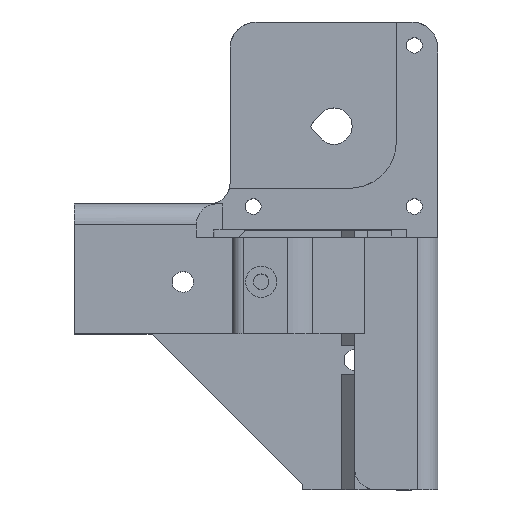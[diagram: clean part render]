
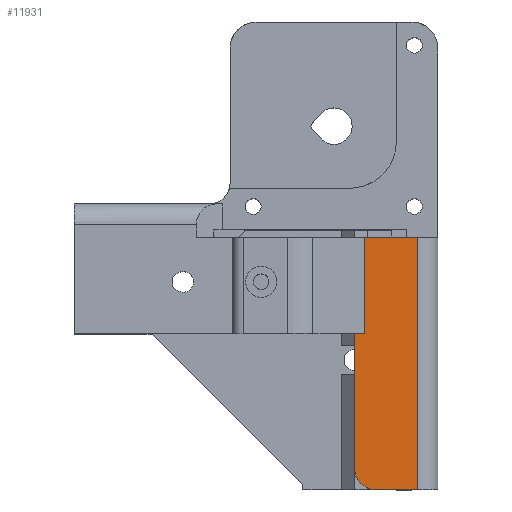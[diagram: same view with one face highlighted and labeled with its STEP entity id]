
A CAD part, top view. The second image highlights one B-rep face of the part: STEP entity #11931.
In plain terms, the highlighted planar face has unit normal (0, 0, 1).
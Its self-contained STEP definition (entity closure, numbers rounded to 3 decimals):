
#1007 = PLANE('',#1008);
#1008 = AXIS2_PLACEMENT_3D('',#1009,#1010,#1011);
#1009 = CARTESIAN_POINT('',(-4.05,-21.5,14.95));
#1010 = DIRECTION('',(0.,1.,0.));
#1011 = DIRECTION('',(0.,0.,1.));
#1080 = PLANE('',#1081);
#1081 = AXIS2_PLACEMENT_3D('',#1082,#1083,#1084);
#1082 = CARTESIAN_POINT('',(7.393,-70.,-11.27));
#1083 = DIRECTION('',(-0.,-1.,-0.));
#1084 = DIRECTION('',(0.,0.,-1.));
#1112 = CYLINDRICAL_SURFACE('',#1113,4.);
#1113 = AXIS2_PLACEMENT_3D('',#1114,#1115,#1116);
#1114 = CARTESIAN_POINT('',(8.,-66.,-15.));
#1115 = DIRECTION('',(0.,0.,1.));
#1116 = DIRECTION('',(0.,-1.,0.));
#1139 = PLANE('',#1140);
#1140 = AXIS2_PLACEMENT_3D('',#1141,#1142,#1143);
#1141 = CARTESIAN_POINT('',(4.,-82.086,5.));
#1142 = DIRECTION('',(1.,0.,0.));
#1143 = DIRECTION('',(0.,1.,0.));
#1165 = PLANE('',#1166);
#1166 = AXIS2_PLACEMENT_3D('',#1167,#1168,#1169);
#1167 = CARTESIAN_POINT('',(-22.182,-40.,-6.204));
#1168 = DIRECTION('',(0.,1.,0.));
#1169 = DIRECTION('',(1.,0.,0.));
#5618 = VERTEX_POINT('',#5619);
#5619 = CARTESIAN_POINT('',(5.899,-21.5,5.));
#5633 = PLANE('',#5634);
#5634 = AXIS2_PLACEMENT_3D('',#5635,#5636,#5637);
#5635 = CARTESIAN_POINT('',(6.899,-40.,4.));
#5636 = DIRECTION('',(0.707,0.,0.707)
  );
#5637 = DIRECTION('',(-0.707,0.,0.707)
  );
#5645 = EDGE_CURVE('',#5618,#5646,#5648,.T.);
#5646 = VERTEX_POINT('',#5647);
#5647 = CARTESIAN_POINT('',(16.,-21.5,5.));
#5648 = SURFACE_CURVE('',#5649,(#5653,#5660),.PCURVE_S1.);
#5649 = LINE('',#5650,#5651);
#5650 = CARTESIAN_POINT('',(-35.75,-21.5,5.));
#5651 = VECTOR('',#5652,1.);
#5652 = DIRECTION('',(1.,0.,0.));
#5653 = PCURVE('',#1007,#5654);
#5654 = DEFINITIONAL_REPRESENTATION('',(#5655),#5659);
#5655 = LINE('',#5656,#5657);
#5656 = CARTESIAN_POINT('',(-9.95,-31.7));
#5657 = VECTOR('',#5658,1.);
#5658 = DIRECTION('',(0.,1.));
#5659 = ( GEOMETRIC_REPRESENTATION_CONTEXT(2) 
PARAMETRIC_REPRESENTATION_CONTEXT() REPRESENTATION_CONTEXT('2D SPACE',''
  ) );
#5660 = PCURVE('',#5661,#5666);
#5661 = PLANE('',#5662);
#5662 = AXIS2_PLACEMENT_3D('',#5663,#5664,#5665);
#5663 = CARTESIAN_POINT('',(-50.,-15.,5.));
#5664 = DIRECTION('',(0.,0.,-1.));
#5665 = DIRECTION('',(-1.,0.,0.));
#5666 = DEFINITIONAL_REPRESENTATION('',(#5667),#5670);
#5667 = B_SPLINE_CURVE_WITH_KNOTS('',1,(#5668,#5669),.UNSPECIFIED.,.F.,
  .F.,(2,2),(9.25,51.75),.PIECEWISE_BEZIER_KNOTS.);
#5668 = CARTESIAN_POINT('',(-23.5,-6.5));
#5669 = CARTESIAN_POINT('',(-66.,-6.5));
#5670 = ( GEOMETRIC_REPRESENTATION_CONTEXT(2) 
PARAMETRIC_REPRESENTATION_CONTEXT() REPRESENTATION_CONTEXT('2D SPACE',''
  ) );
#5689 = CYLINDRICAL_SURFACE('',#5690,4.);
#5690 = AXIS2_PLACEMENT_3D('',#5691,#5692,#5693);
#5691 = CARTESIAN_POINT('',(16.,-70.,1.));
#5692 = DIRECTION('',(0.,1.,0.));
#5693 = DIRECTION('',(0.,0.,1.));
#5846 = EDGE_CURVE('',#5847,#5849,#5851,.T.);
#5847 = VERTEX_POINT('',#5848);
#5848 = CARTESIAN_POINT('',(8.,-70.,5.));
#5849 = VERTEX_POINT('',#5850);
#5850 = CARTESIAN_POINT('',(16.,-70.,5.));
#5851 = SURFACE_CURVE('',#5852,(#5856,#5863),.PCURVE_S1.);
#5852 = LINE('',#5853,#5854);
#5853 = CARTESIAN_POINT('',(-6.,-70.,5.));
#5854 = VECTOR('',#5855,1.);
#5855 = DIRECTION('',(1.,0.,0.));
#5856 = PCURVE('',#1080,#5857);
#5857 = DEFINITIONAL_REPRESENTATION('',(#5858),#5862);
#5858 = LINE('',#5859,#5860);
#5859 = CARTESIAN_POINT('',(-16.27,-13.393));
#5860 = VECTOR('',#5861,1.);
#5861 = DIRECTION('',(0.,1.));
#5862 = ( GEOMETRIC_REPRESENTATION_CONTEXT(2) 
PARAMETRIC_REPRESENTATION_CONTEXT() REPRESENTATION_CONTEXT('2D SPACE',''
  ) );
#5863 = PCURVE('',#5661,#5864);
#5864 = DEFINITIONAL_REPRESENTATION('',(#5865),#5869);
#5865 = LINE('',#5866,#5867);
#5866 = CARTESIAN_POINT('',(-44.,-55.));
#5867 = VECTOR('',#5868,1.);
#5868 = DIRECTION('',(-1.,0.));
#5869 = ( GEOMETRIC_REPRESENTATION_CONTEXT(2) 
PARAMETRIC_REPRESENTATION_CONTEXT() REPRESENTATION_CONTEXT('2D SPACE',''
  ) );
#6216 = VERTEX_POINT('',#6217);
#6217 = CARTESIAN_POINT('',(4.,-66.,5.));
#6238 = EDGE_CURVE('',#5847,#6216,#6239,.T.);
#6239 = SURFACE_CURVE('',#6240,(#6245,#6252),.PCURVE_S1.);
#6240 = CIRCLE('',#6241,4.);
#6241 = AXIS2_PLACEMENT_3D('',#6242,#6243,#6244);
#6242 = CARTESIAN_POINT('',(8.,-66.,5.));
#6243 = DIRECTION('',(-0.,-0.,-1.));
#6244 = DIRECTION('',(0.,-1.,0.));
#6245 = PCURVE('',#1112,#6246);
#6246 = DEFINITIONAL_REPRESENTATION('',(#6247),#6251);
#6247 = LINE('',#6248,#6249);
#6248 = CARTESIAN_POINT('',(-0.,20.));
#6249 = VECTOR('',#6250,1.);
#6250 = DIRECTION('',(-1.,0.));
#6251 = ( GEOMETRIC_REPRESENTATION_CONTEXT(2) 
PARAMETRIC_REPRESENTATION_CONTEXT() REPRESENTATION_CONTEXT('2D SPACE',''
  ) );
#6252 = PCURVE('',#5661,#6253);
#6253 = DEFINITIONAL_REPRESENTATION('',(#6254),#6258);
#6254 = CIRCLE('',#6255,4.);
#6255 = AXIS2_PLACEMENT_2D('',#6256,#6257);
#6256 = CARTESIAN_POINT('',(-58.,-51.));
#6257 = DIRECTION('',(0.,-1.));
#6258 = ( GEOMETRIC_REPRESENTATION_CONTEXT(2) 
PARAMETRIC_REPRESENTATION_CONTEXT() REPRESENTATION_CONTEXT('2D SPACE',''
  ) );
#6294 = VERTEX_POINT('',#6295);
#6295 = CARTESIAN_POINT('',(5.899,-40.,5.));
#6316 = EDGE_CURVE('',#6317,#6294,#6319,.T.);
#6317 = VERTEX_POINT('',#6318);
#6318 = CARTESIAN_POINT('',(4.,-40.,5.));
#6319 = SURFACE_CURVE('',#6320,(#6324,#6331),.PCURVE_S1.);
#6320 = LINE('',#6321,#6322);
#6321 = CARTESIAN_POINT('',(-27.025,-40.,5.));
#6322 = VECTOR('',#6323,1.);
#6323 = DIRECTION('',(1.,0.,0.));
#6324 = PCURVE('',#1165,#6325);
#6325 = DEFINITIONAL_REPRESENTATION('',(#6326),#6330);
#6326 = LINE('',#6327,#6328);
#6327 = CARTESIAN_POINT('',(-4.843,-11.204));
#6328 = VECTOR('',#6329,1.);
#6329 = DIRECTION('',(1.,0.));
#6330 = ( GEOMETRIC_REPRESENTATION_CONTEXT(2) 
PARAMETRIC_REPRESENTATION_CONTEXT() REPRESENTATION_CONTEXT('2D SPACE',''
  ) );
#6331 = PCURVE('',#5661,#6332);
#6332 = DEFINITIONAL_REPRESENTATION('',(#6333),#6336);
#6333 = B_SPLINE_CURVE_WITH_KNOTS('',1,(#6334,#6335),.UNSPECIFIED.,.F.,
  .F.,(2,2),(4.885,36.565),.PIECEWISE_BEZIER_KNOTS.);
#6334 = CARTESIAN_POINT('',(-27.86,-25.));
#6335 = CARTESIAN_POINT('',(-59.539,-25.));
#6336 = ( GEOMETRIC_REPRESENTATION_CONTEXT(2) 
PARAMETRIC_REPRESENTATION_CONTEXT() REPRESENTATION_CONTEXT('2D SPACE',''
  ) );
#6595 = EDGE_CURVE('',#6216,#6317,#6596,.T.);
#6596 = SURFACE_CURVE('',#6597,(#6601,#6608),.PCURVE_S1.);
#6597 = LINE('',#6598,#6599);
#6598 = CARTESIAN_POINT('',(4.,-82.086,5.));
#6599 = VECTOR('',#6600,1.);
#6600 = DIRECTION('',(0.,1.,0.));
#6601 = PCURVE('',#1139,#6602);
#6602 = DEFINITIONAL_REPRESENTATION('',(#6603),#6607);
#6603 = LINE('',#6604,#6605);
#6604 = CARTESIAN_POINT('',(0.,0.));
#6605 = VECTOR('',#6606,1.);
#6606 = DIRECTION('',(1.,0.));
#6607 = ( GEOMETRIC_REPRESENTATION_CONTEXT(2) 
PARAMETRIC_REPRESENTATION_CONTEXT() REPRESENTATION_CONTEXT('2D SPACE',''
  ) );
#6608 = PCURVE('',#5661,#6609);
#6609 = DEFINITIONAL_REPRESENTATION('',(#6610),#6614);
#6610 = LINE('',#6611,#6612);
#6611 = CARTESIAN_POINT('',(-54.,-67.086));
#6612 = VECTOR('',#6613,1.);
#6613 = DIRECTION('',(0.,1.));
#6614 = ( GEOMETRIC_REPRESENTATION_CONTEXT(2) 
PARAMETRIC_REPRESENTATION_CONTEXT() REPRESENTATION_CONTEXT('2D SPACE',''
  ) );
#11908 = EDGE_CURVE('',#5849,#5646,#11909,.T.);
#11909 = SURFACE_CURVE('',#11910,(#11914,#11921),.PCURVE_S1.);
#11910 = LINE('',#11911,#11912);
#11911 = CARTESIAN_POINT('',(16.,-70.,5.));
#11912 = VECTOR('',#11913,1.);
#11913 = DIRECTION('',(0.,1.,0.));
#11914 = PCURVE('',#5689,#11915);
#11915 = DEFINITIONAL_REPRESENTATION('',(#11916),#11920);
#11916 = LINE('',#11917,#11918);
#11917 = CARTESIAN_POINT('',(0.,0.));
#11918 = VECTOR('',#11919,1.);
#11919 = DIRECTION('',(0.,1.));
#11920 = ( GEOMETRIC_REPRESENTATION_CONTEXT(2) 
PARAMETRIC_REPRESENTATION_CONTEXT() REPRESENTATION_CONTEXT('2D SPACE',''
  ) );
#11921 = PCURVE('',#5661,#11922);
#11922 = DEFINITIONAL_REPRESENTATION('',(#11923),#11927);
#11923 = LINE('',#11924,#11925);
#11924 = CARTESIAN_POINT('',(-66.,-55.));
#11925 = VECTOR('',#11926,1.);
#11926 = DIRECTION('',(0.,1.));
#11927 = ( GEOMETRIC_REPRESENTATION_CONTEXT(2) 
PARAMETRIC_REPRESENTATION_CONTEXT() REPRESENTATION_CONTEXT('2D SPACE',''
  ) );
#11931 = ADVANCED_FACE('',(#11932),#5661,.F.);
#11932 = FACE_BOUND('',#11933,.F.);
#11933 = EDGE_LOOP('',(#11934,#11935,#11936,#11937,#11938,#11957,#11958)
  );
#11934 = ORIENTED_EDGE('',*,*,#5846,.F.);
#11935 = ORIENTED_EDGE('',*,*,#6238,.T.);
#11936 = ORIENTED_EDGE('',*,*,#6595,.T.);
#11937 = ORIENTED_EDGE('',*,*,#6316,.T.);
#11938 = ORIENTED_EDGE('',*,*,#11939,.F.);
#11939 = EDGE_CURVE('',#5618,#6294,#11940,.T.);
#11940 = SURFACE_CURVE('',#11941,(#11945,#11951),.PCURVE_S1.);
#11941 = LINE('',#11942,#11943);
#11942 = CARTESIAN_POINT('',(5.899,-27.5,5.));
#11943 = VECTOR('',#11944,1.);
#11944 = DIRECTION('',(0.,-1.,0.));
#11945 = PCURVE('',#5661,#11946);
#11946 = DEFINITIONAL_REPRESENTATION('',(#11947),#11950);
#11947 = B_SPLINE_CURVE_WITH_KNOTS('',1,(#11948,#11949),.UNSPECIFIED.,
  .F.,.F.,(2,2),(-7.85,14.35),.PIECEWISE_BEZIER_KNOTS.);
#11948 = CARTESIAN_POINT('',(-55.899,-4.65));
#11949 = CARTESIAN_POINT('',(-55.899,-26.85));
#11950 = ( GEOMETRIC_REPRESENTATION_CONTEXT(2) 
PARAMETRIC_REPRESENTATION_CONTEXT() REPRESENTATION_CONTEXT('2D SPACE',''
  ) );
#11951 = PCURVE('',#5633,#11952);
#11952 = DEFINITIONAL_REPRESENTATION('',(#11953),#11956);
#11953 = B_SPLINE_CURVE_WITH_KNOTS('',1,(#11954,#11955),.UNSPECIFIED.,
  .F.,.F.,(2,2),(-7.85,14.35),.PIECEWISE_BEZIER_KNOTS.);
#11954 = CARTESIAN_POINT('',(1.414,-20.35));
#11955 = CARTESIAN_POINT('',(1.414,1.85));
#11956 = ( GEOMETRIC_REPRESENTATION_CONTEXT(2) 
PARAMETRIC_REPRESENTATION_CONTEXT() REPRESENTATION_CONTEXT('2D SPACE',''
  ) );
#11957 = ORIENTED_EDGE('',*,*,#5645,.T.);
#11958 = ORIENTED_EDGE('',*,*,#11908,.F.);
